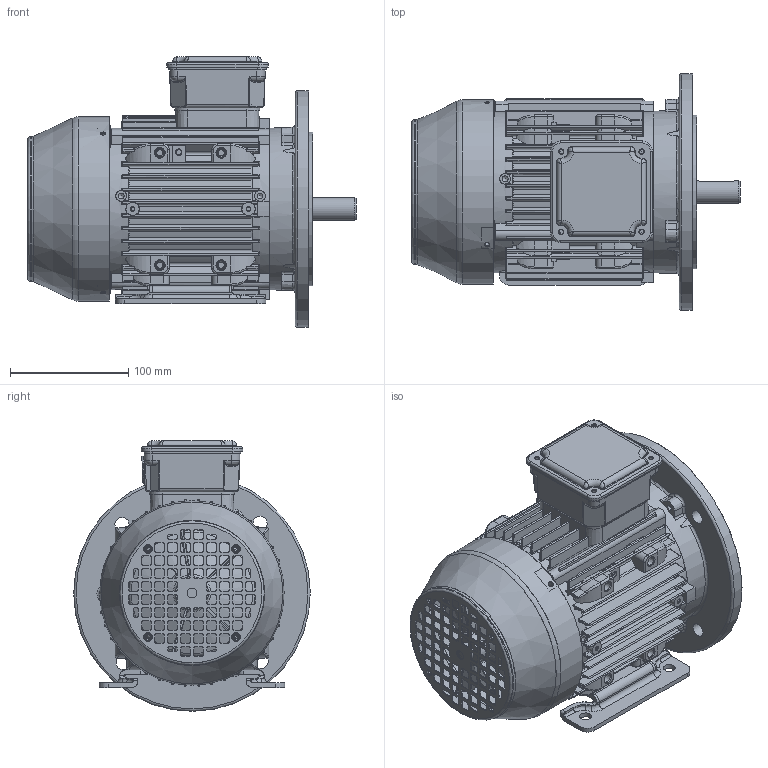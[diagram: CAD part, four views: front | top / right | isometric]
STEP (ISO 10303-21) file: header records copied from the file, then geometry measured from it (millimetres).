
FILE_DESCRIPTION( ( 'Unknown' ), '1' );
FILE_NAME( 'WP-DA80M B35.stp', 'Unknown', ( 'Unknown' ), ( 'Unknown' ), 'PSStep 17.0.49', 'Unknown', ' ' );
FILE_SCHEMA( ( 'AUTOMOTIVE_DESIGN { 1 0 10303 214 1 1 1 1 }' ) );
Length unit declared in the file: millimetre
Products named in the file (1): d80ya000 mech
Bounding box: 277.53 x 199.99 x 228.7 mm (x, y, z)
Volume: 1213349.9 mm3; surface area: 580121.8 mm2
Topology: 1 solids, 4 shells, 3166 faces, 8518 edges, 5414 vertices
Faces by surface type: plane 1031, cylinder 991, bspline 657, cone 315, torus 148, sphere 24
Full cylindrical faces by diameter (mm): 2.8 x2, 3.5 x3, 3.6 x4, 3.85 x4, 4.351 x5, 4.5 x9, 4.79 x1, 4.917 x2, 5 x9, 5.42 x4, 5.5 x10, 5.8 x4, 6 x4, 6.3 x2, 8 x1, 8.4 x4, 9 x2, 10 x5, 12 x4, 15.4 x1, 16.5 x1, 17 x3, 17.2 x1, 18 x1, 19 x1, 19.5 x1, 19.6 x1, 19.87 x1, 20 x3, 20.19 x1
Entity records: 202826 total; most frequent: CARTESIAN_POINT 105214, ORIENTED_EDGE 15952, DIRECTION 13485, EDGE_CURVE 7976, VERTEX_POINT 5274, AXIS2_PLACEMENT_3D 5247, EDGE_LOOP 3817, FACE_OUTER_BOUND 3318
